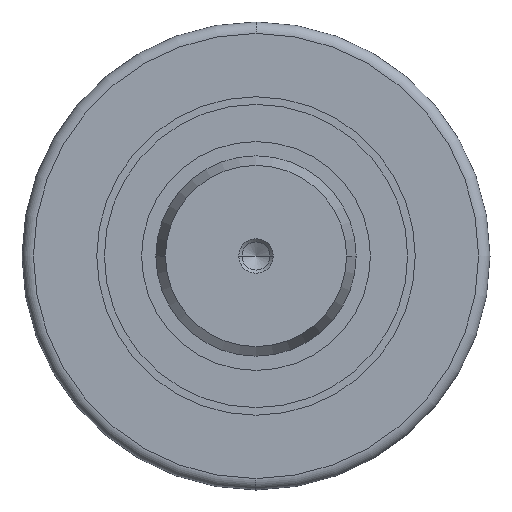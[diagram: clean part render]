
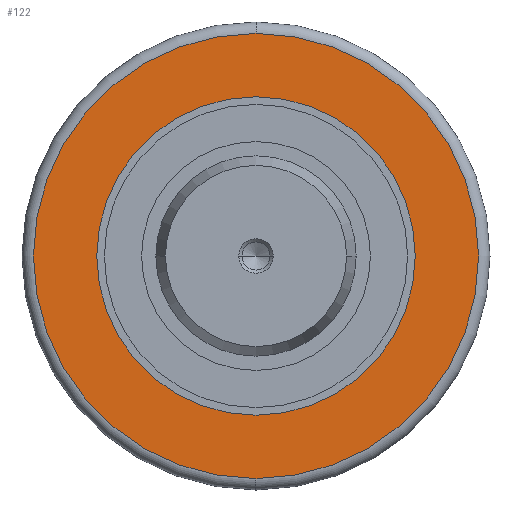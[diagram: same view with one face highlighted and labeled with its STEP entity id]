
A CAD part, left-side view. The second image highlights one B-rep face of the part: STEP entity #122.
In plain terms, the highlighted planar face has unit normal (-1, 0, 0).
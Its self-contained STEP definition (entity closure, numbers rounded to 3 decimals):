
#122=ADVANCED_FACE('',(#247,#248),#249,.T.);
#247=FACE_BOUND('',#369,.T.);
#248=FACE_OUTER_BOUND('',#370,.T.);
#249=PLANE('',#371);
#369=EDGE_LOOP('',(#641,#642));
#370=EDGE_LOOP('',(#643,#644,#645));
#371=AXIS2_PLACEMENT_3D('',#646,#647,#648);
#641=ORIENTED_EDGE('',*,*,#751,.T.);
#642=ORIENTED_EDGE('',*,*,#743,.T.);
#643=ORIENTED_EDGE('',*,*,#748,.T.);
#644=ORIENTED_EDGE('',*,*,#792,.T.);
#645=ORIENTED_EDGE('',*,*,#749,.T.);
#646=CARTESIAN_POINT('',(10.5,19.45,0.));
#647=DIRECTION('',(-1.0,0.,0.));
#648=DIRECTION('',(0.,1.0,0.));
#743=EDGE_CURVE('',#889,#893,#895,.T.);
#748=EDGE_CURVE('',#903,#901,#904,.T.);
#749=EDGE_CURVE('',#897,#903,#905,.T.);
#751=EDGE_CURVE('',#893,#889,#907,.T.);
#792=EDGE_CURVE('',#901,#897,#955,.T.);
#889=VERTEX_POINT('',#1068);
#893=VERTEX_POINT('',#1073);
#895=CIRCLE('',#1076,27.825);
#897=VERTEX_POINT('',#1078);
#901=VERTEX_POINT('',#1082);
#903=VERTEX_POINT('',#1084);
#904=CIRCLE('',#1085,38.9);
#905=CIRCLE('',#1086,38.9);
#907=CIRCLE('',#1088,27.825);
#955=CIRCLE('',#1142,38.9);
#1068=CARTESIAN_POINT('',(10.5,0.,-27.825));
#1073=CARTESIAN_POINT('',(10.5,0.,27.825));
#1076=AXIS2_PLACEMENT_3D('',#1246,#1247,#1248);
#1078=CARTESIAN_POINT('',(10.5,0.,38.9));
#1082=CARTESIAN_POINT('',(10.5,0.,-38.9));
#1084=CARTESIAN_POINT('',(10.5,38.9,0.));
#1085=AXIS2_PLACEMENT_3D('',#1258,#1259,#1260);
#1086=AXIS2_PLACEMENT_3D('',#1261,#1262,#1263);
#1088=AXIS2_PLACEMENT_3D('',#1264,#1265,#1266);
#1142=AXIS2_PLACEMENT_3D('',#1327,#1328,#1329);
#1246=CARTESIAN_POINT('',(10.5,0.0,0.0));
#1247=DIRECTION('',(1.0,0.,0.));
#1248=DIRECTION('',(0.,0.,-1.0));
#1258=CARTESIAN_POINT('',(10.5,0.0,0.));
#1259=DIRECTION('',(-1.0,0.0,0.));
#1260=DIRECTION('',(0.0,1.0,0.0));
#1261=CARTESIAN_POINT('',(10.5,0.0,0.));
#1262=DIRECTION('',(-1.0,0.0,0.));
#1263=DIRECTION('',(0.0,1.0,0.0));
#1264=CARTESIAN_POINT('',(10.5,0.0,0.0));
#1265=DIRECTION('',(1.0,0.,0.));
#1266=DIRECTION('',(0.,0.,-1.0));
#1327=CARTESIAN_POINT('',(10.5,0.0,0.));
#1328=DIRECTION('',(-1.0,0.0,0.));
#1329=DIRECTION('',(0.0,1.0,0.0));
